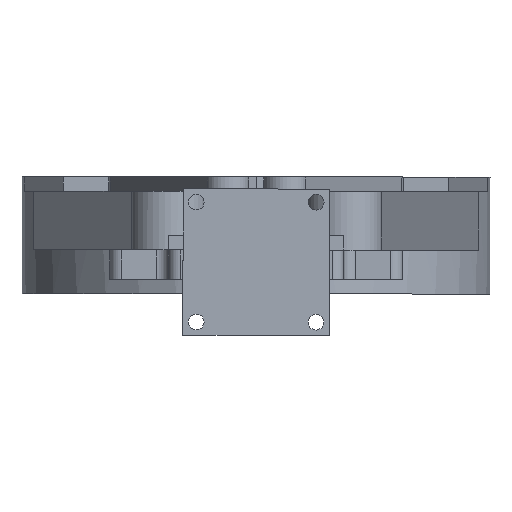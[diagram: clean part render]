
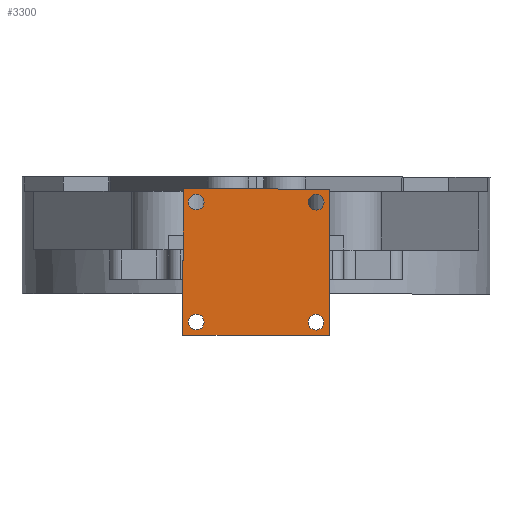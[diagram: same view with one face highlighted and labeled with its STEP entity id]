
A CAD part, left-side view. The second image highlights one B-rep face of the part: STEP entity #3300.
In plain terms, the highlighted planar face has unit normal (-1, 0, 0).
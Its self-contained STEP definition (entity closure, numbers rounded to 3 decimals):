
#154=FACE_BOUND('',#568,.T.);
#155=FACE_BOUND('',#569,.T.);
#156=FACE_BOUND('',#570,.T.);
#157=FACE_BOUND('',#571,.T.);
#216=PLANE('',#3754);
#360=FACE_OUTER_BOUND('',#567,.T.);
#567=EDGE_LOOP('',(#2628,#2629,#2630,#2631));
#568=EDGE_LOOP('',(#2632));
#569=EDGE_LOOP('',(#2633));
#570=EDGE_LOOP('',(#2634));
#571=EDGE_LOOP('',(#2635));
#841=LINE('',#5456,#1139);
#844=LINE('',#5461,#1142);
#846=LINE('',#5465,#1144);
#848=LINE('',#5468,#1146);
#1139=VECTOR('',#4407,10.);
#1142=VECTOR('',#4412,10.);
#1144=VECTOR('',#4416,10.);
#1146=VECTOR('',#4420,10.);
#1383=CIRCLE('',#3740,2.7);
#1385=CIRCLE('',#3743,2.7);
#1386=CIRCLE('',#3745,2.7);
#1388=CIRCLE('',#3748,2.7);
#1606=VERTEX_POINT('',#5427);
#1608=VERTEX_POINT('',#5433);
#1609=VERTEX_POINT('',#5437);
#1611=VERTEX_POINT('',#5443);
#1614=VERTEX_POINT('',#5453);
#1615=VERTEX_POINT('',#5455);
#1616=VERTEX_POINT('',#5460);
#1617=VERTEX_POINT('',#5464);
#1974=EDGE_CURVE('',#1606,#1606,#1383,.T.);
#1977=EDGE_CURVE('',#1608,#1608,#1385,.T.);
#1979=EDGE_CURVE('',#1609,#1609,#1386,.T.);
#1982=EDGE_CURVE('',#1611,#1611,#1388,.T.);
#1988=EDGE_CURVE('',#1615,#1614,#841,.T.);
#1991=EDGE_CURVE('',#1616,#1615,#844,.T.);
#1993=EDGE_CURVE('',#1617,#1616,#846,.T.);
#1995=EDGE_CURVE('',#1614,#1617,#848,.T.);
#2628=ORIENTED_EDGE('',*,*,#1995,.T.);
#2629=ORIENTED_EDGE('',*,*,#1993,.T.);
#2630=ORIENTED_EDGE('',*,*,#1991,.T.);
#2631=ORIENTED_EDGE('',*,*,#1988,.T.);
#2632=ORIENTED_EDGE('',*,*,#1974,.T.);
#2633=ORIENTED_EDGE('',*,*,#1977,.T.);
#2634=ORIENTED_EDGE('',*,*,#1979,.T.);
#2635=ORIENTED_EDGE('',*,*,#1982,.T.);
#3300=ADVANCED_FACE('',(#360,#154,#155,#156,#157),#216,.T.);
#3740=AXIS2_PLACEMENT_3D('',#5428,#4377,#4378);
#3743=AXIS2_PLACEMENT_3D('',#5434,#4384,#4385);
#3745=AXIS2_PLACEMENT_3D('',#5438,#4389,#4390);
#3748=AXIS2_PLACEMENT_3D('',#5444,#4396,#4397);
#3754=AXIS2_PLACEMENT_3D('',#5469,#4421,#4422);
#4377=DIRECTION('center_axis',(1.,0.,0.));
#4378=DIRECTION('ref_axis',(0.,0.,1.));
#4384=DIRECTION('center_axis',(1.,0.,0.));
#4385=DIRECTION('ref_axis',(0.,0.,1.));
#4389=DIRECTION('center_axis',(1.,0.,0.));
#4390=DIRECTION('ref_axis',(0.,0.,1.));
#4396=DIRECTION('center_axis',(1.,0.,0.));
#4397=DIRECTION('ref_axis',(0.,0.,1.));
#4407=DIRECTION('',(0.,1.,0.));
#4412=DIRECTION('',(0.,0.,1.));
#4416=DIRECTION('',(0.,-1.,0.));
#4420=DIRECTION('',(0.,0.,-1.));
#4421=DIRECTION('center_axis',(-1.,0.,0.));
#4422=DIRECTION('ref_axis',(0.,0.,1.));
#5427=CARTESIAN_POINT('',(-383.333,20.5,-27.334));
#5428=CARTESIAN_POINT('Origin',(-383.333,20.5,-24.634));
#5433=CARTESIAN_POINT('',(-383.333,-20.5,13.666));
#5434=CARTESIAN_POINT('Origin',(-383.333,-20.5,16.366));
#5437=CARTESIAN_POINT('',(-383.333,-20.5,-27.334));
#5438=CARTESIAN_POINT('Origin',(-383.333,-20.5,-24.634));
#5443=CARTESIAN_POINT('',(-383.333,20.5,13.666));
#5444=CARTESIAN_POINT('Origin',(-383.333,20.5,16.366));
#5453=CARTESIAN_POINT('',(-383.333,25.,20.866));
#5455=CARTESIAN_POINT('',(-383.333,-25.,20.866));
#5456=CARTESIAN_POINT('',(-383.333,-25.,20.866));
#5460=CARTESIAN_POINT('',(-383.333,-25.,-29.134));
#5461=CARTESIAN_POINT('',(-383.333,-25.,-29.134));
#5464=CARTESIAN_POINT('',(-383.333,25.,-29.134));
#5465=CARTESIAN_POINT('',(-383.333,25.,-29.134));
#5468=CARTESIAN_POINT('',(-383.333,25.,20.866));
#5469=CARTESIAN_POINT('Origin',(-383.333,0.,-4.134));
